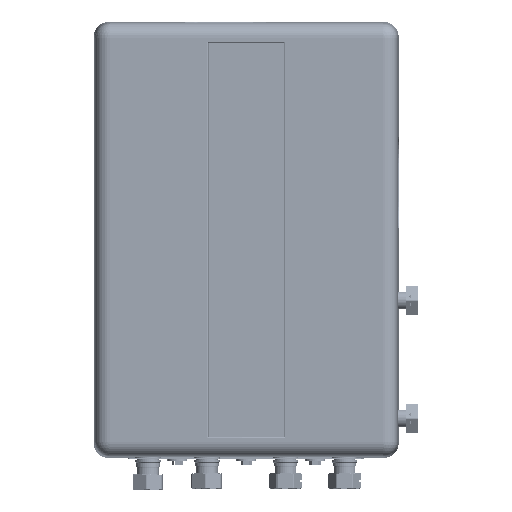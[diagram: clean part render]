
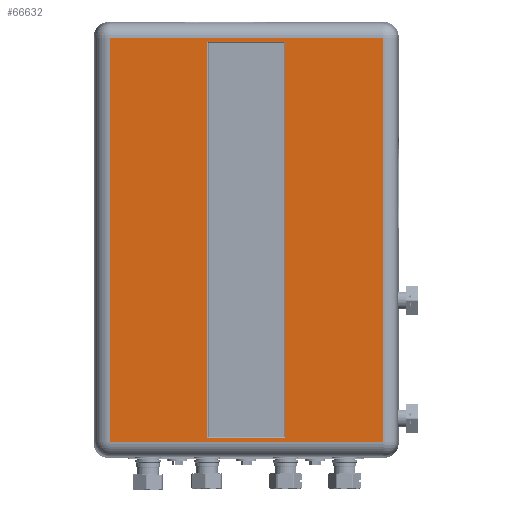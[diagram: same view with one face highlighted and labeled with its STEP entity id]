
A CAD part, top view. The second image highlights one B-rep face of the part: STEP entity #66632.
In plain terms, the highlighted planar face has unit normal (0, 0, 1).
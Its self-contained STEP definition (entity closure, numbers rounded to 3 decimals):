
#453 = CARTESIAN_POINT ( 'NONE',  ( 138.686, 441.298, 130. ) ) ;
#2979 = CARTESIAN_POINT ( 'NONE',  ( -39.75, 423., 130. ) ) ;
#5568 = CARTESIAN_POINT ( 'NONE',  ( -153.298, 426.686, 130. ) ) ;
#6667 = ORIENTED_EDGE ( 'NONE', *, *, #59890, .T. ) ;
#10081 = FACE_OUTER_BOUND ( 'NONE', #183566, .T. ) ;
#14683 = VERTEX_POINT ( 'NONE', #121404 ) ;
#20511 = VECTOR ( 'NONE', #149928, 1000. ) ;
#23029 = CARTESIAN_POINT ( 'NONE',  ( -39.75, 421.5, 130. ) ) ;
#23588 = EDGE_CURVE ( 'NONE', #240859, #109673, #227042, .T. ) ;
#27006 = LINE ( 'NONE', #23029, #132824 ) ;
#35399 = ORIENTED_EDGE ( 'NONE', *, *, #157404, .T. ) ;
#41192 = CARTESIAN_POINT ( 'NONE',  ( -138.686, 426.686, 130. ) ) ;
#43065 = VECTOR ( 'NONE', #199317, 1000. ) ;
#44576 = VERTEX_POINT ( 'NONE', #2979 ) ;
#46694 = CARTESIAN_POINT ( 'NONE',  ( 138.686, 16.314, 130. ) ) ;
#50821 = VERTEX_POINT ( 'NONE', #182829 ) ;
#54923 = VERTEX_POINT ( 'NONE', #41192 ) ;
#59890 = EDGE_CURVE ( 'NONE', #44576, #202301, #74929, .T. ) ;
#61841 = CARTESIAN_POINT ( 'NONE',  ( -138.686, 1.702, 130. ) ) ;
#65852 = VECTOR ( 'NONE', #148692, 1000. ) ;
#66632 = ADVANCED_FACE ( 'NONE', ( #216117, #10081 ), #74335, .T. ) ;
#68369 = LINE ( 'NONE', #105889, #20511 ) ;
#71705 = DIRECTION ( 'NONE',  ( 1., 0., 0. ) ) ;
#74335 = PLANE ( 'NONE',  #171275 ) ;
#74929 = LINE ( 'NONE', #176573, #43065 ) ;
#86706 = VECTOR ( 'NONE', #195885, 1000. ) ;
#89537 = VECTOR ( 'NONE', #229672, 1000. ) ;
#92697 = VECTOR ( 'NONE', #207875, 1000. ) ;
#93255 = CARTESIAN_POINT ( 'NONE',  ( 39.75, 423., 130. ) ) ;
#105889 = CARTESIAN_POINT ( 'NONE',  ( 39.75, 21.5, 130. ) ) ;
#109673 = VERTEX_POINT ( 'NONE', #180946 ) ;
#112444 = EDGE_CURVE ( 'NONE', #109673, #44576, #27006, .T. ) ;
#113152 = DIRECTION ( 'NONE',  ( 0., 0., 1. ) ) ;
#118892 = ORIENTED_EDGE ( 'NONE', *, *, #23588, .T. ) ;
#121404 = CARTESIAN_POINT ( 'NONE',  ( 138.686, 426.686, 130. ) ) ;
#132824 = VECTOR ( 'NONE', #211691, 1000. ) ;
#133032 = LINE ( 'NONE', #214603, #86706 ) ;
#136688 = ORIENTED_EDGE ( 'NONE', *, *, #262663, .T. ) ;
#140373 = VECTOR ( 'NONE', #167482, 1000. ) ;
#140445 = ORIENTED_EDGE ( 'NONE', *, *, #165198, .T. ) ;
#147388 = ORIENTED_EDGE ( 'NONE', *, *, #112444, .T. ) ;
#148692 = DIRECTION ( 'NONE',  ( 0., -1., 0. ) ) ;
#149928 = DIRECTION ( 'NONE',  ( 0., -1., 0. ) ) ;
#155848 = CARTESIAN_POINT ( 'NONE',  ( 0., 0., 130. ) ) ;
#157404 = EDGE_CURVE ( 'NONE', #54923, #50821, #249136, .T. ) ;
#164596 = EDGE_LOOP ( 'NONE', ( #6667, #136688, #118892, #147388 ) ) ;
#165198 = EDGE_CURVE ( 'NONE', #50821, #174836, #133032, .T. ) ;
#167482 = DIRECTION ( 'NONE',  ( -1., 0., 0. ) ) ;
#171275 = AXIS2_PLACEMENT_3D ( 'NONE', #155848, #113152, #71705 ) ;
#173796 = CARTESIAN_POINT ( 'NONE',  ( 39.75, 20., 130. ) ) ;
#174758 = ORIENTED_EDGE ( 'NONE', *, *, #200936, .T. ) ;
#174836 = VERTEX_POINT ( 'NONE', #46694 ) ;
#175375 = EDGE_CURVE ( 'NONE', #174836, #14683, #244093, .T. ) ;
#176573 = CARTESIAN_POINT ( 'NONE',  ( 38.25, 423., 130. ) ) ;
#180946 = CARTESIAN_POINT ( 'NONE',  ( -39.75, 20., 130. ) ) ;
#182829 = CARTESIAN_POINT ( 'NONE',  ( -138.686, 16.314, 130. ) ) ;
#183566 = EDGE_LOOP ( 'NONE', ( #174758, #35399, #140445, #221891 ) ) ;
#195885 = DIRECTION ( 'NONE',  ( 1., 0., 0. ) ) ;
#199317 = DIRECTION ( 'NONE',  ( 1., 0., 0. ) ) ;
#200936 = EDGE_CURVE ( 'NONE', #14683, #54923, #231712, .T. ) ;
#202301 = VERTEX_POINT ( 'NONE', #93255 ) ;
#207875 = DIRECTION ( 'NONE',  ( 0., 1., 0. ) ) ;
#211691 = DIRECTION ( 'NONE',  ( 0., 1., 0. ) ) ;
#214603 = CARTESIAN_POINT ( 'NONE',  ( 153.298, 16.314, 130. ) ) ;
#216117 = FACE_BOUND ( 'NONE', #164596, .T. ) ;
#221891 = ORIENTED_EDGE ( 'NONE', *, *, #175375, .T. ) ;
#227042 = LINE ( 'NONE', #255054, #89537 ) ;
#229672 = DIRECTION ( 'NONE',  ( -1., 0., 0. ) ) ;
#231712 = LINE ( 'NONE', #5568, #140373 ) ;
#240859 = VERTEX_POINT ( 'NONE', #173796 ) ;
#244093 = LINE ( 'NONE', #453, #92697 ) ;
#249136 = LINE ( 'NONE', #61841, #65852 ) ;
#255054 = CARTESIAN_POINT ( 'NONE',  ( -38.25, 20., 130. ) ) ;
#262663 = EDGE_CURVE ( 'NONE', #202301, #240859, #68369, .T. ) ;
